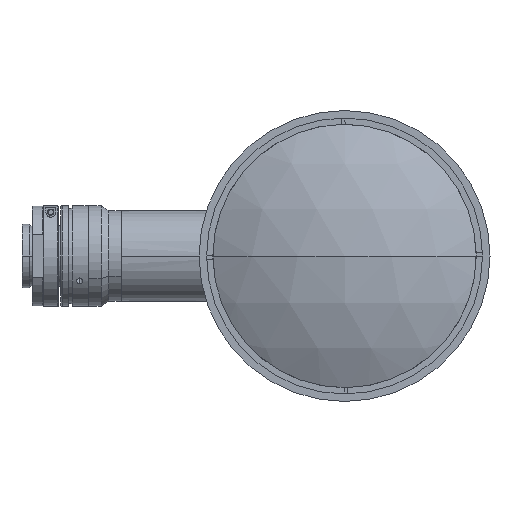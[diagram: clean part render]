
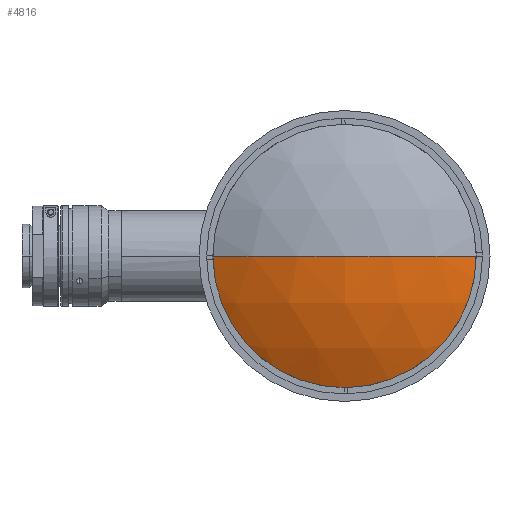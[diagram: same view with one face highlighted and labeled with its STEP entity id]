
A CAD part, left-side view. The second image highlights one B-rep face of the part: STEP entity #4816.
In plain terms, the highlighted spherical face has radius 111.8 mm.
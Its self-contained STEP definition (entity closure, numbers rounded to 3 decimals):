
#180 = DIRECTION ( 'NONE',  ( 0., 0., -1. ) ) ;
#1131 = ORIENTED_EDGE ( 'NONE', *, *, #5232, .T. ) ;
#1543 = AXIS2_PLACEMENT_3D ( 'NONE', #3161, #9845, #4092 ) ;
#1610 = CIRCLE ( 'NONE', #2588, 54. ) ;
#2588 = AXIS2_PLACEMENT_3D ( 'NONE', #5523, #12217, #6495 ) ;
#3101 = VERTEX_POINT ( 'NONE', #8034 ) ;
#3161 = CARTESIAN_POINT ( 'NONE',  ( 111.8, 0., 0. ) ) ;
#3569 = CARTESIAN_POINT ( 'NONE',  ( 0., 0., 0. ) ) ;
#3835 = FACE_OUTER_BOUND ( 'NONE', #7298, .T. ) ;
#3860 = ORIENTED_EDGE ( 'NONE', *, *, #4913, .F. ) ;
#4092 = DIRECTION ( 'NONE',  ( 1., 0., 0. ) ) ;
#4816 = ADVANCED_FACE ( 'NONE', ( #3835 ), #10853, .T. ) ;
#4913 = EDGE_CURVE ( 'NONE', #3101, #9688, #5167, .T. ) ;
#5167 = CIRCLE ( 'NONE', #1543, 111.8 ) ;
#5232 = EDGE_CURVE ( 'NONE', #3101, #5837, #1610, .T. ) ;
#5523 = CARTESIAN_POINT ( 'NONE',  ( 13.906, 0., 0. ) ) ;
#5747 = CIRCLE ( 'NONE', #6826, 111.8 ) ;
#5837 = VERTEX_POINT ( 'NONE', #10946 ) ;
#5857 = CARTESIAN_POINT ( 'NONE',  ( 111.8, 0., 0. ) ) ;
#6166 = ORIENTED_EDGE ( 'NONE', *, *, #7612, .T. ) ;
#6495 = DIRECTION ( 'NONE',  ( 0., 0., 1. ) ) ;
#6822 = DIRECTION ( 'NONE',  ( 0., 1., 0. ) ) ;
#6826 = AXIS2_PLACEMENT_3D ( 'NONE', #5857, #180, #6822 ) ;
#7298 = EDGE_LOOP ( 'NONE', ( #1131, #6166, #3860 ) ) ;
#7612 = EDGE_CURVE ( 'NONE', #5837, #9688, #5747, .T. ) ;
#8034 = CARTESIAN_POINT ( 'NONE',  ( 13.906, 54., 0. ) ) ;
#9647 = DIRECTION ( 'NONE',  ( 0., 0., -1. ) ) ;
#9688 = VERTEX_POINT ( 'NONE', #3569 ) ;
#9845 = DIRECTION ( 'NONE',  ( 0., 0., 1. ) ) ;
#10600 = DIRECTION ( 'NONE',  ( 0., 1., 0. ) ) ;
#10853 = SPHERICAL_SURFACE ( 'NONE', #12003, 111.8 ) ;
#10946 = CARTESIAN_POINT ( 'NONE',  ( 13.906, -54., 0. ) ) ;
#11515 = CARTESIAN_POINT ( 'NONE',  ( 111.8, 0., 0. ) ) ;
#12003 = AXIS2_PLACEMENT_3D ( 'NONE', #11515, #9647, #10600 ) ;
#12217 = DIRECTION ( 'NONE',  ( -1., 0., 0. ) ) ;
